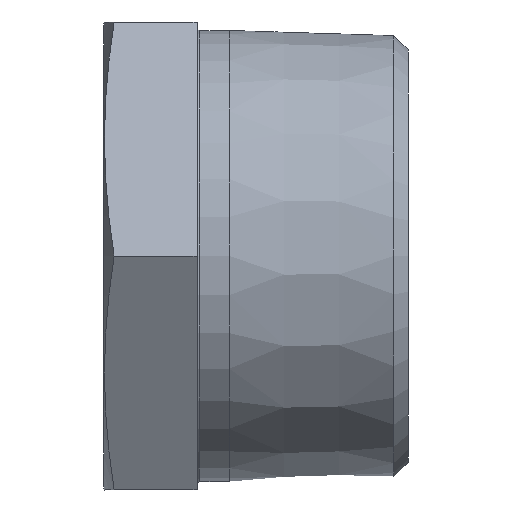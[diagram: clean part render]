
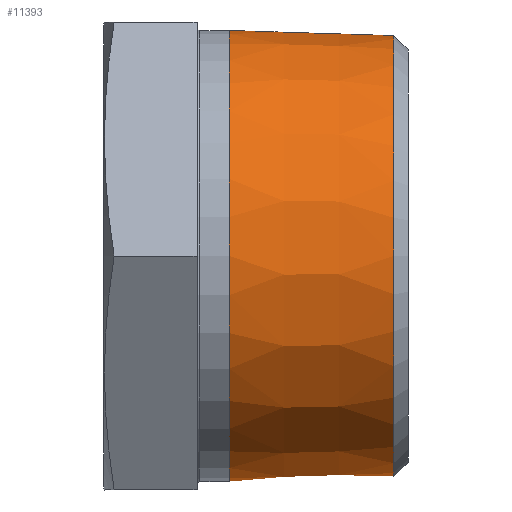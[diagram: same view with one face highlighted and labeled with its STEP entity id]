
A CAD part, front view. The second image highlights one B-rep face of the part: STEP entity #11393.
In plain terms, the highlighted conical face has half-angle 1.79 degrees and reference radius 23.901 mm.
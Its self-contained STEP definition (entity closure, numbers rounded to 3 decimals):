
#56 = VERTEX_POINT ( 'NONE', #10972 ) ;
#131 = VERTEX_POINT ( 'NONE', #4935 ) ;
#702 = CIRCLE ( 'NONE', #13533, 23.552 ) ;
#1795 = EDGE_CURVE ( 'NONE', #131, #131, #702, .T. ) ;
#1978 = DIRECTION ( 'NONE',  ( 0., 0., 1. ) ) ;
#2726 = EDGE_LOOP ( 'NONE', ( #3549 ) ) ;
#3549 = ORIENTED_EDGE ( 'NONE', *, *, #1795, .T. ) ;
#3918 = DIRECTION ( 'NONE',  ( -1., 0., 0. ) ) ;
#3990 = FACE_BOUND ( 'NONE', #2726, .T. ) ;
#4727 = CARTESIAN_POINT ( 'NONE',  ( 19.8, 0., 0. ) ) ;
#4935 = CARTESIAN_POINT ( 'NONE',  ( 30.973, 0., -23.552 ) ) ;
#5370 = CIRCLE ( 'NONE', #8276, 24.101 ) ;
#5383 = DIRECTION ( 'NONE',  ( -1., 0., 0. ) ) ;
#8276 = AXIS2_PLACEMENT_3D ( 'NONE', #15040, #5383, #1978 ) ;
#8486 = DIRECTION ( 'NONE',  ( 0., 0., -1. ) ) ;
#8652 = DIRECTION ( 'NONE',  ( -1., 0., 0. ) ) ;
#8696 = EDGE_CURVE ( 'NONE', #56, #56, #5370, .T. ) ;
#8812 = CARTESIAN_POINT ( 'NONE',  ( 30.973, 0., 0. ) ) ;
#9070 = EDGE_LOOP ( 'NONE', ( #13178 ) ) ;
#9882 = FACE_OUTER_BOUND ( 'NONE', #9070, .T. ) ;
#10765 = DIRECTION ( 'NONE',  ( 0., 0., 1. ) ) ;
#10958 = CONICAL_SURFACE ( 'NONE', #13730, 23.901, 0.031 ) ;
#10972 = CARTESIAN_POINT ( 'NONE',  ( 13.4, 0., 24.101 ) ) ;
#11393 = ADVANCED_FACE ( 'NONE', ( #3990, #9882 ), #10958, .T. ) ;
#13178 = ORIENTED_EDGE ( 'NONE', *, *, #8696, .F. ) ;
#13533 = AXIS2_PLACEMENT_3D ( 'NONE', #8812, #8652, #8486 ) ;
#13730 = AXIS2_PLACEMENT_3D ( 'NONE', #4727, #3918, #10765 ) ;
#15040 = CARTESIAN_POINT ( 'NONE',  ( 13.4, 0., 0. ) ) ;
